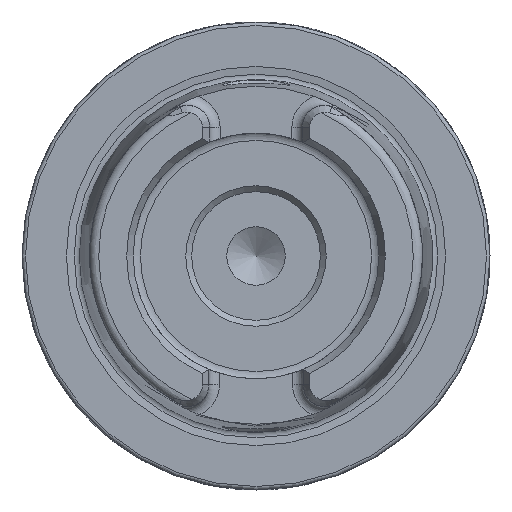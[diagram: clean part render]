
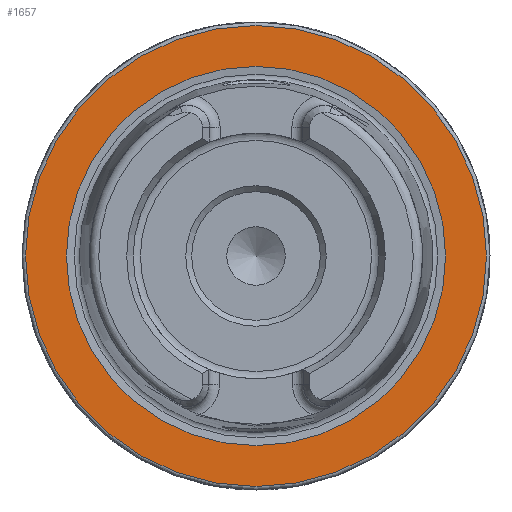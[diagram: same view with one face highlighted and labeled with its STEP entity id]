
A CAD part, left-side view. The second image highlights one B-rep face of the part: STEP entity #1657.
In plain terms, the highlighted planar face has unit normal (-1, 0, 0).
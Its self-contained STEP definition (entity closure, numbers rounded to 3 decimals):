
#264 = VERTEX_POINT ( 'NONE', #592 ) ;
#376 = DIRECTION ( 'NONE',  ( 0., 0., 1. ) ) ;
#390 = DIRECTION ( 'NONE',  ( -1., 0., 0. ) ) ;
#580 = EDGE_LOOP ( 'NONE', ( #1841 ) ) ;
#592 = CARTESIAN_POINT ( 'NONE',  ( 0., 0., 16.207 ) ) ;
#629 = AXIS2_PLACEMENT_3D ( 'NONE', #1896, #390, #376 ) ;
#693 = AXIS2_PLACEMENT_3D ( 'NONE', #4696, #4710, #2422 ) ;
#909 = DIRECTION ( 'NONE',  ( 1., 0., 0. ) ) ;
#1352 = VERTEX_POINT ( 'NONE', #2474 ) ;
#1584 = AXIS2_PLACEMENT_3D ( 'NONE', #2823, #909, #1989 ) ;
#1657 = ADVANCED_FACE ( 'NONE', ( #3328, #3267 ), #3165, .F. ) ;
#1841 = ORIENTED_EDGE ( 'NONE', *, *, #3475, .F. ) ;
#1896 = CARTESIAN_POINT ( 'NONE',  ( 0., 0., 0. ) ) ;
#1989 = DIRECTION ( 'NONE',  ( 0., 0., -1. ) ) ;
#2280 = ORIENTED_EDGE ( 'NONE', *, *, #2351, .T. ) ;
#2351 = EDGE_CURVE ( 'NONE', #1352, #1352, #4039, .T. ) ;
#2422 = DIRECTION ( 'NONE',  ( 0., 0., 1. ) ) ;
#2474 = CARTESIAN_POINT ( 'NONE',  ( 0., 0., 19.7 ) ) ;
#2823 = CARTESIAN_POINT ( 'NONE',  ( 0., 19.7, 0. ) ) ;
#2879 = EDGE_LOOP ( 'NONE', ( #2280 ) ) ;
#3146 = CIRCLE ( 'NONE', #693, 16.207 ) ;
#3165 = PLANE ( 'NONE',  #1584 ) ;
#3267 = FACE_OUTER_BOUND ( 'NONE', #2879, .T. ) ;
#3328 = FACE_BOUND ( 'NONE', #580, .T. ) ;
#3475 = EDGE_CURVE ( 'NONE', #264, #264, #3146, .T. ) ;
#4039 = CIRCLE ( 'NONE', #629, 19.7 ) ;
#4696 = CARTESIAN_POINT ( 'NONE',  ( 0., 0., 0. ) ) ;
#4710 = DIRECTION ( 'NONE',  ( -1., 0., 0. ) ) ;
